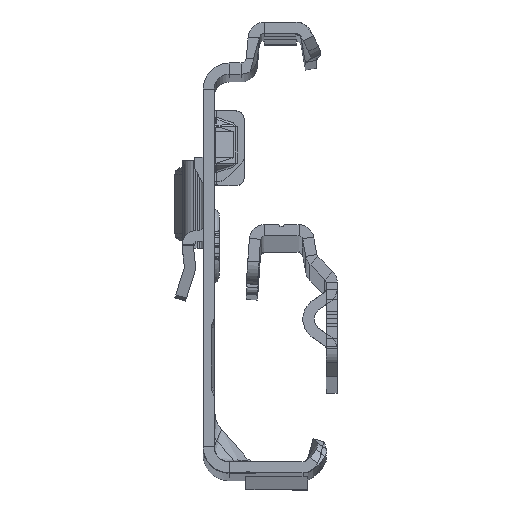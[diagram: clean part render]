
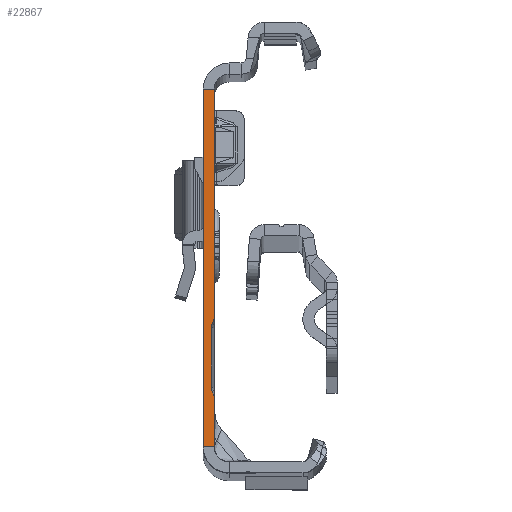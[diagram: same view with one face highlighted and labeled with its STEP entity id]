
A CAD part, top view. The second image highlights one B-rep face of the part: STEP entity #22867.
In plain terms, the highlighted planar face has unit normal (0, 0, 1).
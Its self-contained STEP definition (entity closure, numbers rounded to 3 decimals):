
#72 = VERTEX_POINT ( 'NONE', #10573 ) ;
#1471 = ORIENTED_EDGE ( 'NONE', *, *, #22649, .F. ) ;
#1631 = CARTESIAN_POINT ( 'NONE',  ( 0., -25.865, 0. ) ) ;
#2338 = ORIENTED_EDGE ( 'NONE', *, *, #25260, .F. ) ;
#2352 = DIRECTION ( 'NONE',  ( 0., -1., 0. ) ) ;
#2512 = EDGE_CURVE ( 'NONE', #72, #3065, #14114, .T. ) ;
#2642 = CARTESIAN_POINT ( 'NONE',  ( -0.234, -9.288, 0. ) ) ;
#3065 = VERTEX_POINT ( 'NONE', #13411 ) ;
#3121 = ORIENTED_EDGE ( 'NONE', *, *, #21000, .F. ) ;
#3277 = CARTESIAN_POINT ( 'NONE',  ( -0.234, -9.288, 0. ) ) ;
#3472 = CARTESIAN_POINT ( 'NONE',  ( -0.306, -9.443, 0. ) ) ;
#3623 = CARTESIAN_POINT ( 'NONE',  ( -1.5, 24.135, 0. ) ) ;
#3753 = DIRECTION ( 'NONE',  ( 0., -1., 0. ) ) ;
#4008 = DIRECTION ( 'NONE',  ( -1., 0., 0. ) ) ;
#4822 = AXIS2_PLACEMENT_3D ( 'NONE', #3623, #12605, #10527 ) ;
#5092 = DIRECTION ( 'NONE',  ( -0.423, -0.906, 0. ) ) ;
#5329 = ORIENTED_EDGE ( 'NONE', *, *, #5866, .T. ) ;
#5433 = VERTEX_POINT ( 'NONE', #12004 ) ;
#5699 = LINE ( 'NONE', #27034, #10123 ) ;
#5724 = ORIENTED_EDGE ( 'NONE', *, *, #23387, .F. ) ;
#5866 = EDGE_CURVE ( 'NONE', #5433, #3065, #25360, .T. ) ;
#5941 = DIRECTION ( 'NONE',  ( 0., 0., 1. ) ) ;
#6216 = EDGE_CURVE ( 'NONE', #19677, #13738, #8493, .T. ) ;
#6340 = ORIENTED_EDGE ( 'NONE', *, *, #2512, .F. ) ;
#6696 = VECTOR ( 'NONE', #2352, 1000. ) ;
#6927 = VERTEX_POINT ( 'NONE', #25109 ) ;
#7020 = CIRCLE ( 'NONE', #24254, 1. ) ;
#7340 = DIRECTION ( 'NONE',  ( -1., 0., 0. ) ) ;
#7421 = EDGE_LOOP ( 'NONE', ( #5724, #2338, #26442, #5329, #6340, #26011, #3121, #1471, #7449, #22785, #17289, #12423 ) ) ;
#7449 = ORIENTED_EDGE ( 'NONE', *, *, #6216, .F. ) ;
#7477 = LINE ( 'NONE', #15615, #20335 ) ;
#8493 = CIRCLE ( 'NONE', #11113, 1. ) ;
#8822 = VECTOR ( 'NONE', #21373, 1000. ) ;
#9792 = LINE ( 'NONE', #3277, #24899 ) ;
#10107 = LINE ( 'NONE', #20091, #20271 ) ;
#10123 = VECTOR ( 'NONE', #16331, 1000. ) ;
#10527 = DIRECTION ( 'NONE',  ( 0., -1., 0. ) ) ;
#10573 = CARTESIAN_POINT ( 'NONE',  ( 0., -25.865, 0. ) ) ;
#11113 = AXIS2_PLACEMENT_3D ( 'NONE', #12147, #5941, #22824 ) ;
#11123 = DIRECTION ( 'NONE',  ( 0., 0., -1. ) ) ;
#11360 = AXIS2_PLACEMENT_3D ( 'NONE', #19438, #11123, #17487 ) ;
#12004 = CARTESIAN_POINT ( 'NONE',  ( -1.5, 22.135, 0. ) ) ;
#12147 = CARTESIAN_POINT ( 'NONE',  ( 0.6, -17.865, 0. ) ) ;
#12423 = ORIENTED_EDGE ( 'NONE', *, *, #16041, .F. ) ;
#12605 = DIRECTION ( 'NONE',  ( 0., 0., 1. ) ) ;
#12790 = CIRCLE ( 'NONE', #25639, 2.5 ) ;
#12884 = CARTESIAN_POINT ( 'NONE',  ( -1.5, 24.135, 0. ) ) ;
#12917 = LINE ( 'NONE', #23861, #8822 ) ;
#13092 = CARTESIAN_POINT ( 'NONE',  ( 0.6, -9.865, 0. ) ) ;
#13411 = CARTESIAN_POINT ( 'NONE',  ( -1.5, -25.865, 0. ) ) ;
#13502 = DIRECTION ( 'NONE',  ( -1., 0., 0. ) ) ;
#13738 = VERTEX_POINT ( 'NONE', #21366 ) ;
#13810 = CARTESIAN_POINT ( 'NONE',  ( -0.4, -9.865, 0. ) ) ;
#14114 = LINE ( 'NONE', #1631, #21975 ) ;
#14267 = VERTEX_POINT ( 'NONE', #22516 ) ;
#15338 = LINE ( 'NONE', #21178, #20002 ) ;
#15442 = CARTESIAN_POINT ( 'NONE',  ( 0., -19.499, 0. ) ) ;
#15607 = EDGE_CURVE ( 'NONE', #17910, #19677, #15338, .T. ) ;
#15615 = CARTESIAN_POINT ( 'NONE',  ( 0., 22.135, 0. ) ) ;
#16041 = EDGE_CURVE ( 'NONE', #24062, #25267, #9792, .T. ) ;
#16195 = CARTESIAN_POINT ( 'NONE',  ( 0., 22.135, 0. ) ) ;
#16331 = DIRECTION ( 'NONE',  ( 0., -1., 0. ) ) ;
#17289 = ORIENTED_EDGE ( 'NONE', *, *, #22153, .F. ) ;
#17487 = DIRECTION ( 'NONE',  ( 1., 0., 0. ) ) ;
#17910 = VERTEX_POINT ( 'NONE', #13810 ) ;
#18818 = PLANE ( 'NONE',  #4822 ) ;
#18863 = CIRCLE ( 'NONE', #11360, 2.5 ) ;
#19438 = CARTESIAN_POINT ( 'NONE',  ( -2.5, -19.499, 0. ) ) ;
#19677 = VERTEX_POINT ( 'NONE', #21885 ) ;
#20002 = VECTOR ( 'NONE', #23809, 1000. ) ;
#20091 = CARTESIAN_POINT ( 'NONE',  ( 0., 24.135, 0. ) ) ;
#20271 = VECTOR ( 'NONE', #3753, 1000. ) ;
#20335 = VECTOR ( 'NONE', #7340, 1000. ) ;
#20612 = CARTESIAN_POINT ( 'NONE',  ( -2.5, -8.231, 0. ) ) ;
#20769 = EDGE_CURVE ( 'NONE', #26366, #72, #10107, .T. ) ;
#21000 = EDGE_CURVE ( 'NONE', #6927, #26366, #18863, .T. ) ;
#21178 = CARTESIAN_POINT ( 'NONE',  ( -0.4, -9.865, 0. ) ) ;
#21366 = CARTESIAN_POINT ( 'NONE',  ( -0.306, -18.288, 0. ) ) ;
#21373 = DIRECTION ( 'NONE',  ( 0.423, -0.906, 0. ) ) ;
#21539 = DIRECTION ( 'NONE',  ( 0., 0., 1. ) ) ;
#21885 = CARTESIAN_POINT ( 'NONE',  ( -0.4, -17.865, 0. ) ) ;
#21975 = VECTOR ( 'NONE', #4008, 1000. ) ;
#22153 = EDGE_CURVE ( 'NONE', #25267, #17910, #7020, .T. ) ;
#22516 = CARTESIAN_POINT ( 'NONE',  ( 0., -8.231, 0. ) ) ;
#22649 = EDGE_CURVE ( 'NONE', #13738, #6927, #12917, .T. ) ;
#22785 = ORIENTED_EDGE ( 'NONE', *, *, #15607, .F. ) ;
#22824 = DIRECTION ( 'NONE',  ( 1., 0., 0. ) ) ;
#22867 = ADVANCED_FACE ( 'NONE', ( #25086 ), #18818, .T. ) ;
#23387 = EDGE_CURVE ( 'NONE', #14267, #24062, #12790, .T. ) ;
#23809 = DIRECTION ( 'NONE',  ( 0., -1., 0. ) ) ;
#23861 = CARTESIAN_POINT ( 'NONE',  ( -0.234, -18.442, 0. ) ) ;
#24062 = VERTEX_POINT ( 'NONE', #2642 ) ;
#24254 = AXIS2_PLACEMENT_3D ( 'NONE', #13092, #21539, #13502 ) ;
#24899 = VECTOR ( 'NONE', #5092, 1000. ) ;
#24916 = DIRECTION ( 'NONE',  ( 0., 0., -1. ) ) ;
#25086 = FACE_OUTER_BOUND ( 'NONE', #7421, .T. ) ;
#25109 = CARTESIAN_POINT ( 'NONE',  ( -0.234, -18.442, 0. ) ) ;
#25211 = VERTEX_POINT ( 'NONE', #16195 ) ;
#25260 = EDGE_CURVE ( 'NONE', #25211, #14267, #5699, .T. ) ;
#25267 = VERTEX_POINT ( 'NONE', #3472 ) ;
#25360 = LINE ( 'NONE', #12884, #6696 ) ;
#25639 = AXIS2_PLACEMENT_3D ( 'NONE', #20612, #24916, #26455 ) ;
#25962 = EDGE_CURVE ( 'NONE', #25211, #5433, #7477, .T. ) ;
#26011 = ORIENTED_EDGE ( 'NONE', *, *, #20769, .F. ) ;
#26366 = VERTEX_POINT ( 'NONE', #15442 ) ;
#26442 = ORIENTED_EDGE ( 'NONE', *, *, #25962, .T. ) ;
#26455 = DIRECTION ( 'NONE',  ( -1., 0., 0. ) ) ;
#27034 = CARTESIAN_POINT ( 'NONE',  ( 0., 24.135, 0. ) ) ;
